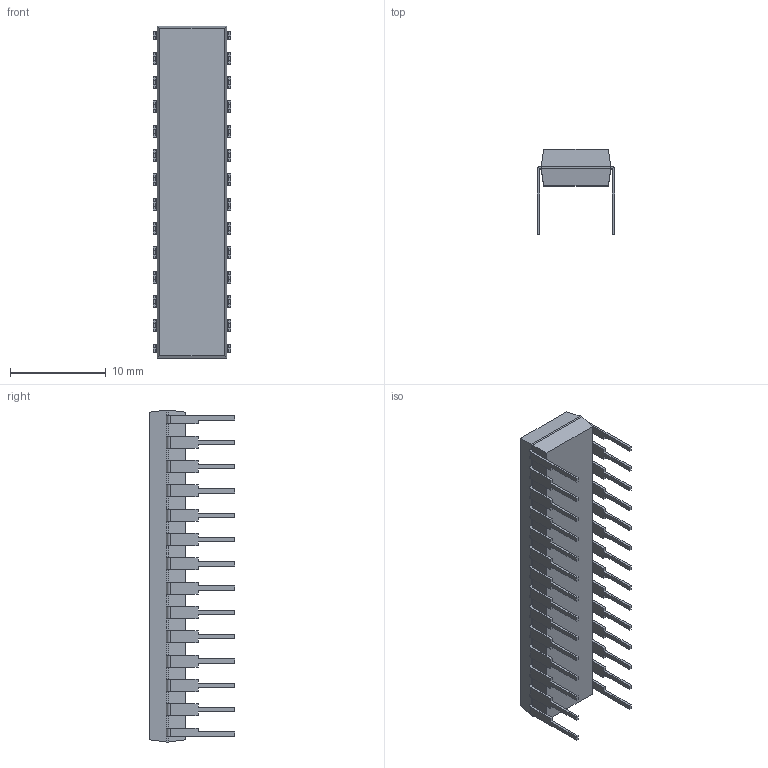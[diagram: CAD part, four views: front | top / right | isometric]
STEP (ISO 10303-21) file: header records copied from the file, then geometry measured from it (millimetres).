
FILE_DESCRIPTION (( 'STEP AP214' ), '1' );
FILE_NAME ('PIC18F2321-I_SP.STEP', '2023-03-13T18:33:38', ( '' ), ( '' ), 'SwSTEP 2.0', 'SolidWorks 2021', '' );
FILE_SCHEMA (( 'AUTOMOTIVE_DESIGN' ));
Length unit declared in the file: inch
Products named in the file (1): PIC18F2321-I_SP
Bounding box: 8.13 x 8.89 x 34.67 mm (x, y, z)
Volume: 961.3 mm3; surface area: 1233 mm2
Topology: 30 solids, 30 shells, 408 faces, 1033 edges, 686 vertices
Faces by surface type: plane 346, cylinder 62
Entity records: 12476 total; most frequent: CARTESIAN_POINT 2134, ORIENTED_EDGE 2066, DIRECTION 1973, EDGE_CURVE 1033, VECTOR 907, LINE 907, VERTEX_POINT 686, AXIS2_PLACEMENT_3D 533
